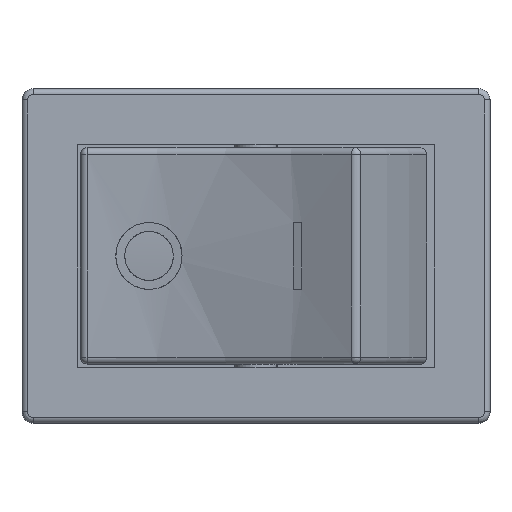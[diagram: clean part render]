
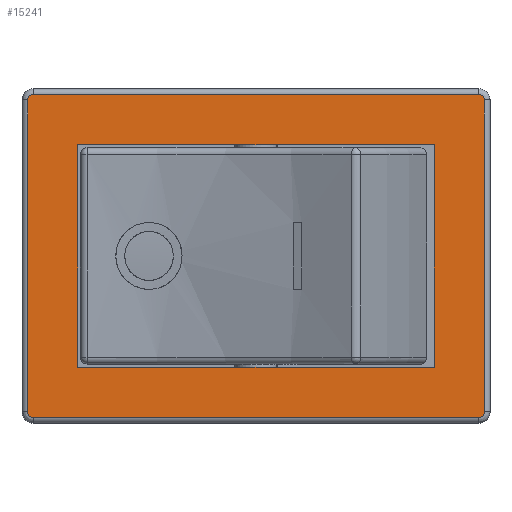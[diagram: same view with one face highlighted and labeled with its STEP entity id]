
A CAD part, top view. The second image highlights one B-rep face of the part: STEP entity #15241.
In plain terms, the highlighted planar face has unit normal (0, 0, 1).
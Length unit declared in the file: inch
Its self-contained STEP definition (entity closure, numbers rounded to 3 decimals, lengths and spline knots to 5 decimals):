
#38=CIRCLE('',#15871,0.00984);
#42=CIRCLE('',#15875,0.00984);
#46=CIRCLE('',#15881,0.00984);
#50=CIRCLE('',#15885,0.00984);
#717=FACE_BOUND('',#2206,.T.);
#1376=FACE_OUTER_BOUND('',#2205,.T.);
#2205=EDGE_LOOP('',(#12638,#12639,#12640,#12641,#12642,#12643,#12644,#12645));
#2206=EDGE_LOOP('',(#12646,#12647,#12648,#12649));
#3746=LINE('',#25334,#5397);
#3750=LINE('',#25343,#5401);
#3753=LINE('',#25347,#5404);
#3755=LINE('',#25351,#5406);
#3756=LINE('',#25357,#5407);
#3758=LINE('',#25393,#5409);
#3761=LINE('',#25400,#5412);
#3763=LINE('',#25431,#5414);
#5397=VECTOR('',#18406,0.3937);
#5401=VECTOR('',#18412,0.3937);
#5404=VECTOR('',#18417,0.3937);
#5406=VECTOR('',#18423,0.3937);
#5407=VECTOR('',#18428,0.3937);
#5409=VECTOR('',#18448,0.3937);
#5412=VECTOR('',#18455,0.3937);
#5414=VECTOR('',#18471,0.3937);
#6817=VERTEX_POINT('',#25331);
#6818=VERTEX_POINT('',#25333);
#6821=VERTEX_POINT('',#25340);
#6822=VERTEX_POINT('',#25342);
#6824=VERTEX_POINT('',#25354);
#6825=VERTEX_POINT('',#25356);
#6828=VERTEX_POINT('',#25371);
#6829=VERTEX_POINT('',#25384);
#6832=VERTEX_POINT('',#25391);
#6833=VERTEX_POINT('',#25396);
#6836=VERTEX_POINT('',#25411);
#6837=VERTEX_POINT('',#25424);
#8770=EDGE_CURVE('',#6818,#6817,#3746,.T.);
#8774=EDGE_CURVE('',#6822,#6821,#3750,.T.);
#8777=EDGE_CURVE('',#6821,#6818,#3753,.T.);
#8779=EDGE_CURVE('',#6817,#6822,#3755,.T.);
#8781=EDGE_CURVE('',#6824,#6825,#3756,.T.);
#8785=EDGE_CURVE('',#6828,#6824,#38,.T.);
#8789=EDGE_CURVE('',#6825,#6829,#42,.T.);
#8791=EDGE_CURVE('',#6832,#6828,#3758,.T.);
#8795=EDGE_CURVE('',#6829,#6833,#3761,.T.);
#8797=EDGE_CURVE('',#6836,#6832,#46,.T.);
#8801=EDGE_CURVE('',#6833,#6837,#50,.T.);
#8803=EDGE_CURVE('',#6837,#6836,#3763,.T.);
#12638=ORIENTED_EDGE('',*,*,#8781,.F.);
#12639=ORIENTED_EDGE('',*,*,#8785,.F.);
#12640=ORIENTED_EDGE('',*,*,#8791,.F.);
#12641=ORIENTED_EDGE('',*,*,#8797,.F.);
#12642=ORIENTED_EDGE('',*,*,#8803,.F.);
#12643=ORIENTED_EDGE('',*,*,#8801,.F.);
#12644=ORIENTED_EDGE('',*,*,#8795,.F.);
#12645=ORIENTED_EDGE('',*,*,#8789,.F.);
#12646=ORIENTED_EDGE('',*,*,#8774,.T.);
#12647=ORIENTED_EDGE('',*,*,#8777,.T.);
#12648=ORIENTED_EDGE('',*,*,#8770,.T.);
#12649=ORIENTED_EDGE('',*,*,#8779,.T.);
#13725=PLANE('',#15891);
#15241=ADVANCED_FACE('',(#1376,#717),#13725,.T.);
#15871=AXIS2_PLACEMENT_3D('',#25373,#18434,#18435);
#15875=AXIS2_PLACEMENT_3D('',#25388,#18442,#18443);
#15881=AXIS2_PLACEMENT_3D('',#25413,#18458,#18459);
#15885=AXIS2_PLACEMENT_3D('',#25428,#18466,#18467);
#15891=AXIS2_PLACEMENT_3D('',#25441,#18485,#18486);
#18406=DIRECTION('',(-1.,0.,0.));
#18412=DIRECTION('',(1.,0.,0.));
#18417=DIRECTION('',(0.,-1.,0.));
#18423=DIRECTION('',(0.,1.,0.));
#18428=DIRECTION('',(1.,0.,0.));
#18434=DIRECTION('center_axis',(0.,0.,
-1.));
#18435=DIRECTION('ref_axis',(-0.707,0.707,0.));
#18442=DIRECTION('center_axis',(0.,0.,
-1.));
#18443=DIRECTION('ref_axis',(0.707,0.707,0.));
#18448=DIRECTION('',(0.,1.,0.));
#18455=DIRECTION('',(0.,-1.,0.));
#18458=DIRECTION('center_axis',(0.,0.,
-1.));
#18459=DIRECTION('ref_axis',(-0.707,-0.707,0.));
#18466=DIRECTION('center_axis',(0.,0.,
-1.));
#18467=DIRECTION('ref_axis',(0.707,-0.707,0.));
#18471=DIRECTION('',(-1.,0.,0.));
#18485=DIRECTION('center_axis',(0.,0.,
1.));
#18486=DIRECTION('ref_axis',(1.,0.,0.));
#25331=CARTESIAN_POINT('',(-0.31496,-0.19685,0.49606));
#25333=CARTESIAN_POINT('',(0.31496,-0.19685,0.49606));
#25334=CARTESIAN_POINT('',(-0.15748,-0.19685,0.49606));
#25340=CARTESIAN_POINT('',(0.31496,0.19685,0.49606));
#25342=CARTESIAN_POINT('',(-0.31496,0.19685,0.49606));
#25343=CARTESIAN_POINT('',(0.,0.19685,0.49606));
#25347=CARTESIAN_POINT('',(0.31496,0.08858,0.49606));
#25351=CARTESIAN_POINT('',(-0.31496,0.08858,0.49606));
#25354=CARTESIAN_POINT('',(-0.3937,0.28543,0.49606));
#25356=CARTESIAN_POINT('',(0.3937,0.28543,0.49606));
#25357=CARTESIAN_POINT('',(-0.19685,0.28543,0.49606));
#25371=CARTESIAN_POINT('',(-0.40354,0.27559,0.49606));
#25373=CARTESIAN_POINT('Origin',(-0.3937,0.27559,0.49606));
#25384=CARTESIAN_POINT('',(0.40354,0.27559,0.49606));
#25388=CARTESIAN_POINT('Origin',(0.3937,0.27559,0.49606));
#25391=CARTESIAN_POINT('',(-0.40354,-0.27559,0.49606));
#25393=CARTESIAN_POINT('',(-0.40354,-0.1378,0.49606));
#25396=CARTESIAN_POINT('',(0.40354,-0.27559,0.49606));
#25400=CARTESIAN_POINT('',(0.40354,0.1378,0.49606));
#25411=CARTESIAN_POINT('',(-0.3937,-0.28543,0.49606));
#25413=CARTESIAN_POINT('Origin',(-0.3937,-0.27559,
0.49606));
#25424=CARTESIAN_POINT('',(0.3937,-0.28543,0.49606));
#25428=CARTESIAN_POINT('Origin',(0.3937,-0.27559,0.49606));
#25431=CARTESIAN_POINT('',(0.19685,-0.28543,0.49606));
#25441=CARTESIAN_POINT('Origin',(0.,0.,0.49606));
